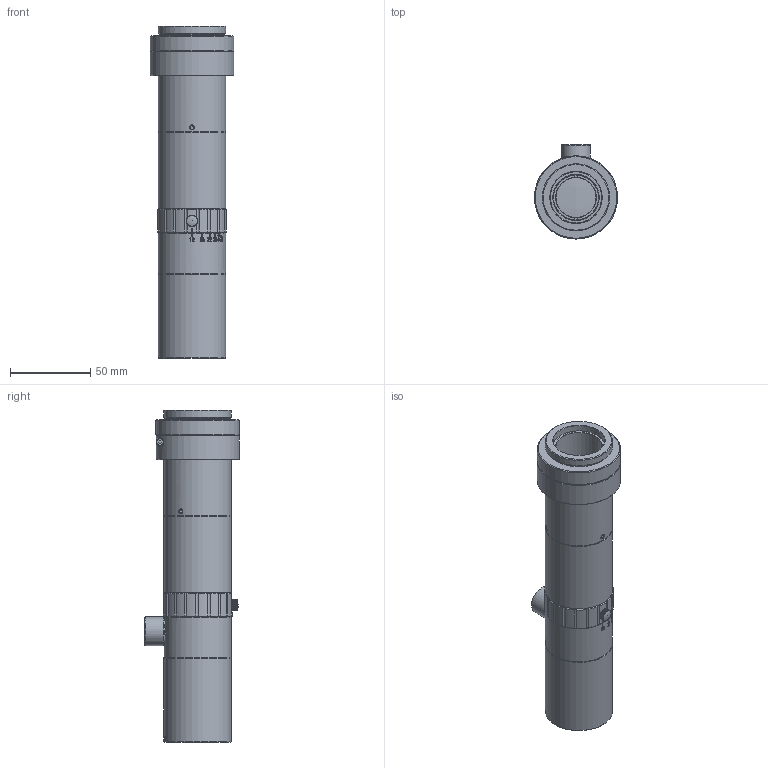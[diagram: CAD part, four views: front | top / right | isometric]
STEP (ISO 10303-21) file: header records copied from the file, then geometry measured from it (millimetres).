
FILE_DESCRIPTION(/* description */ (''),/* implementation_level */ '2;1');
FILE_NAME(/* name */ 'TC150110W_3D.stp',/* time_stamp */ '2020-10-29T19:20:42+08:00',/* author */ (''),/* organization */ (''),/* preprocessor_version */ 'ST-DEVELOPER v16',/* originating_system */ 'SIEMENS PLM Software NX 10.0',/* authorisation */ '');
FILE_SCHEMA (('AUTOMOTIVE_DESIGN { 1 0 10303 214 3 1 1 1 }'));
Length unit declared in the file: millimetre
Products named in the file (1): Admi1674BEC0ymmu
Bounding box: 52 x 59 x 207.48 mm (x, y, z)
Volume: 198206.8 mm3; surface area: 86981.4 mm2
Topology: 16 solids, 16 shells, 1234 faces, 3074 edges, 1980 vertices
Faces by surface type: plane 543, cylinder 307, cone 211, extrusion 99, torus 55, bspline 14, sphere 5
Full cylindrical faces by diameter (mm): 2.05 x1, 2.1 x1, 2.2 x1, 2.5 x1, 2.6 x4, 3 x1, 4.7 x1, 8 x2, 10.9 x1, 11.4 x2, 11.8 x1, 12 x2, 13 x2, 13.2 x1, 14 x1, 15 x1, 17 x1, 18 x1, 21.4 x1, 22.4 x1, 24 x2, 25 x2, 25.4 x1, 25.6 x1, 26 x3, 27.4 x2, 28 x3, 28.4 x1, 28.6 x2, 29 x2
Entity records: 45592 total; most frequent: CARTESIAN_POINT 17667, DIRECTION 5525, ORIENTED_EDGE 5414, EDGE_CURVE 2707, AXIS2_PLACEMENT_3D 2241, VERTEX_POINT 1920, EDGE_LOOP 1682, ADVANCED_FACE 1233
